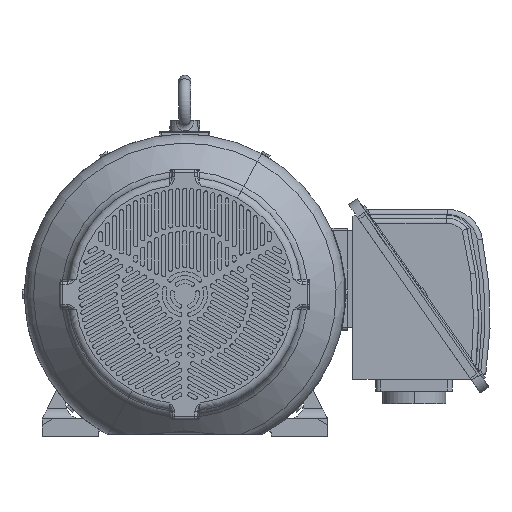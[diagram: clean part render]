
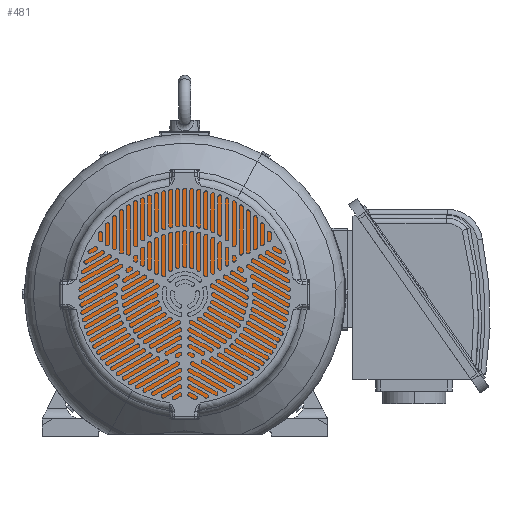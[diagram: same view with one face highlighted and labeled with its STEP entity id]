
A CAD part, left-side view. The second image highlights one B-rep face of the part: STEP entity #481.
In plain terms, the highlighted planar face has unit normal (-1, 0, 0).
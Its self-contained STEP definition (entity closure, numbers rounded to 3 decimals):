
#440=CARTESIAN_POINT('Axis2P3D Location',(-747.,0.,246.)) ;
#445=CARTESIAN_POINT('Axis2P3D Location',(-747.,0.,0.)) ;
#449=CARTESIAN_POINT('Vertex',(-747.,119.856,-219.396)) ;
#451=CARTESIAN_POINT('Vertex',(-747.,-119.856,219.396)) ;
#454=CARTESIAN_POINT('Axis2P3D Location',(-747.,0.,0.)) ;
#463=CARTESIAN_POINT('Axis2P3D Location',(-747.,0.,0.)) ;
#467=CARTESIAN_POINT('Vertex',(-747.,50.,0.)) ;
#469=CARTESIAN_POINT('Vertex',(-747.,-50.,0.)) ;
#472=CARTESIAN_POINT('Axis2P3D Location',(-747.,0.,0.)) ;
#441=DIRECTION('Axis2P3D Direction',(1.,0.,0.)) ;
#442=DIRECTION('Axis2P3D XDirection',(0.,1.,0.)) ;
#446=DIRECTION('Axis2P3D Direction',(1.,0.,0.)) ;
#455=DIRECTION('Axis2P3D Direction',(1.,0.,0.)) ;
#464=DIRECTION('Axis2P3D Direction',(1.,0.,0.)) ;
#473=DIRECTION('Axis2P3D Direction',(1.,0.,0.)) ;
#443=AXIS2_PLACEMENT_3D('Plane Axis2P3D',#440,#441,#442) ;
#447=AXIS2_PLACEMENT_3D('Circle Axis2P3D',#445,#446,$) ;
#456=AXIS2_PLACEMENT_3D('Circle Axis2P3D',#454,#455,$) ;
#465=AXIS2_PLACEMENT_3D('Circle Axis2P3D',#463,#464,$) ;
#474=AXIS2_PLACEMENT_3D('Circle Axis2P3D',#472,#473,$) ;
#460=ORIENTED_EDGE('',*,*,#453,.T.) ;
#461=ORIENTED_EDGE('',*,*,#458,.F.) ;
#478=ORIENTED_EDGE('',*,*,#471,.T.) ;
#479=ORIENTED_EDGE('',*,*,#476,.T.) ;
#480=FACE_BOUND('',#477,.T.) ;
#481=ADVANCED_FACE('PartBody',(#462,#480),#444,.F.) ;
#448=CIRCLE('generated circle',#447,250.) ;
#457=CIRCLE('generated circle',#456,250.) ;
#466=CIRCLE('generated circle',#465,50.) ;
#475=CIRCLE('generated circle',#474,50.) ;
#453=EDGE_CURVE('',#450,#452,#448,.F.) ;
#458=EDGE_CURVE('',#450,#452,#457,.T.) ;
#471=EDGE_CURVE('',#468,#470,#466,.T.) ;
#476=EDGE_CURVE('',#470,#468,#475,.T.) ;
#459=EDGE_LOOP('',(#460,#461)) ;
#477=EDGE_LOOP('',(#478,#479)) ;
#462=FACE_OUTER_BOUND('',#459,.T.) ;
#444=PLANE('',#443) ;
#450=VERTEX_POINT('',#449) ;
#452=VERTEX_POINT('',#451) ;
#468=VERTEX_POINT('',#467) ;
#470=VERTEX_POINT('',#469) ;
